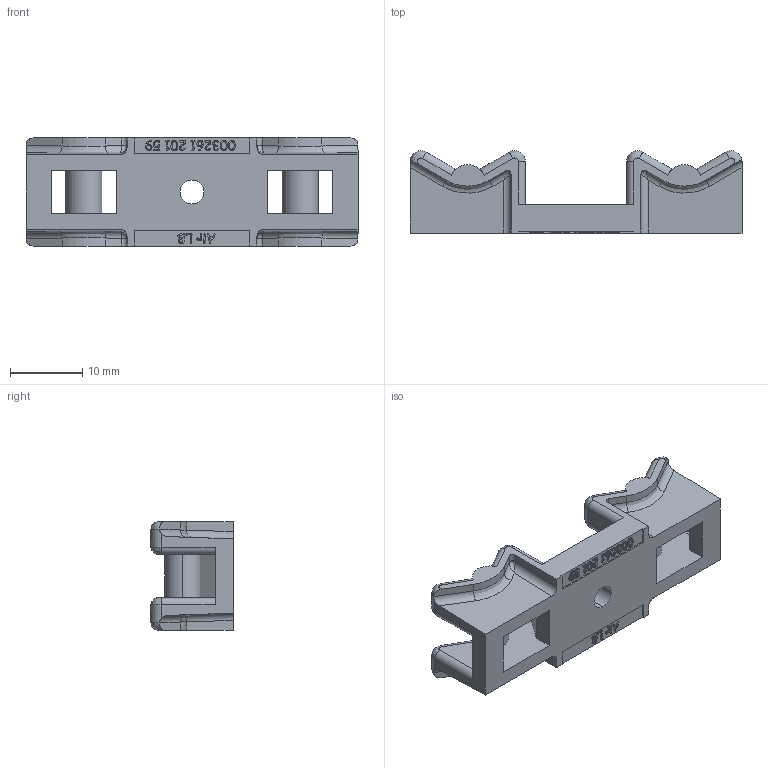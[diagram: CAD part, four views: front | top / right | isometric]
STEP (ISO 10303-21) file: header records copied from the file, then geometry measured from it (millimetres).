
FILE_DESCRIPTION((''),'2;1');
FILE_NAME('00326120159','2020-09-11T',('presta_be4'),(''),'CREO PARAMETRIC BY PTC INC, 2018360','CREO PARAMETRIC BY PTC INC, 2018360','');
FILE_SCHEMA(('CONFIG_CONTROL_DESIGN'));
Length unit declared in the file: millimetre
Products named in the file (1): 00326120159
Bounding box: 46 x 11.4 x 15 mm (x, y, z)
Volume: 3259 mm3; surface area: 2978.2 mm2
Topology: 1 solids, 1 shells, 602 faces, 1691 edges, 1110 vertices
Faces by surface type: extrusion 391, plane 121, cylinder 62, bspline 28
Entity records: 21879 total; most frequent: CARTESIAN_POINT 7977, ORIENTED_EDGE 3382, DIRECTION 1726, EDGE_CURVE 1691, B_SPLINE_CURVE_WITH_KNOTS 1229, VECTOR 1128, VERTEX_POINT 1110, LINE 737
